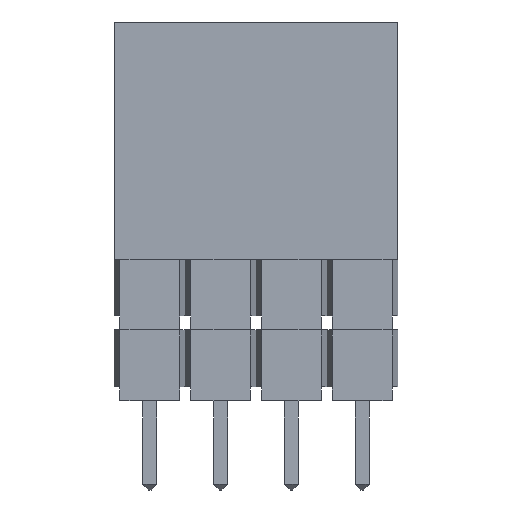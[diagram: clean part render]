
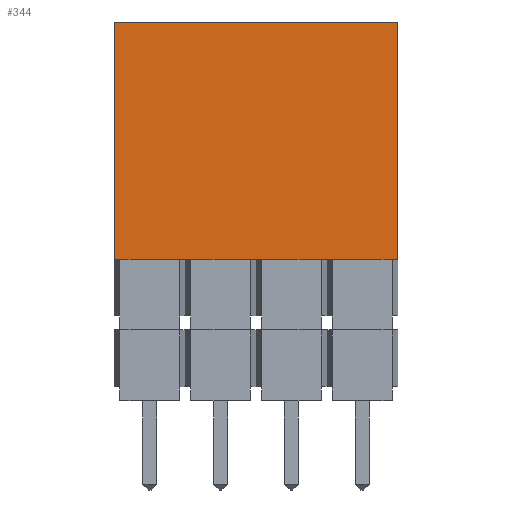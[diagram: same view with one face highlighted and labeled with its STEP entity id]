
A CAD part, front view. The second image highlights one B-rep face of the part: STEP entity #344.
In plain terms, the highlighted planar face has unit normal (0, -1, 0).
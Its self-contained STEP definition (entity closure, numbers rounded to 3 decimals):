
#22 = VERTEX_POINT('',#23);
#23 = CARTESIAN_POINT('',(-1.27,-1.27,13.58));
#31 = EDGE_CURVE('',#22,#32,#34,.T.);
#32 = VERTEX_POINT('',#33);
#33 = CARTESIAN_POINT('',(8.89,-1.27,13.58));
#34 = LINE('',#35,#36);
#35 = CARTESIAN_POINT('',(-1.27,-1.27,13.58));
#36 = VECTOR('',#37,1.);
#37 = DIRECTION('',(1.,0.,0.));
#198 = EDGE_CURVE('',#199,#22,#201,.T.);
#199 = VERTEX_POINT('',#200);
#200 = CARTESIAN_POINT('',(-1.27,-1.27,5.08));
#201 = LINE('',#202,#203);
#202 = CARTESIAN_POINT('',(-1.27,-1.27,5.08));
#203 = VECTOR('',#204,1.);
#204 = DIRECTION('',(0.,0.,1.));
#344 = ADVANCED_FACE('',(#345),#427,.F.);
#345 = FACE_BOUND('',#346,.F.);
#346 = EDGE_LOOP('',(#347,#355,#356,#357,#365,#373,#381,#389,#397,#405,
    #413,#421));
#347 = ORIENTED_EDGE('',*,*,#348,.F.);
#348 = EDGE_CURVE('',#199,#349,#351,.T.);
#349 = VERTEX_POINT('',#350);
#350 = CARTESIAN_POINT('',(-1.07,-1.27,5.08));
#351 = LINE('',#352,#353);
#352 = CARTESIAN_POINT('',(-1.27,-1.27,5.08));
#353 = VECTOR('',#354,1.);
#354 = DIRECTION('',(1.,0.,0.));
#355 = ORIENTED_EDGE('',*,*,#198,.T.);
#356 = ORIENTED_EDGE('',*,*,#31,.T.);
#357 = ORIENTED_EDGE('',*,*,#358,.F.);
#358 = EDGE_CURVE('',#359,#32,#361,.T.);
#359 = VERTEX_POINT('',#360);
#360 = CARTESIAN_POINT('',(8.89,-1.27,5.08));
#361 = LINE('',#362,#363);
#362 = CARTESIAN_POINT('',(8.89,-1.27,5.08));
#363 = VECTOR('',#364,1.);
#364 = DIRECTION('',(0.,0.,1.));
#365 = ORIENTED_EDGE('',*,*,#366,.F.);
#366 = EDGE_CURVE('',#367,#359,#369,.T.);
#367 = VERTEX_POINT('',#368);
#368 = CARTESIAN_POINT('',(8.69,-1.27,5.08));
#369 = LINE('',#370,#371);
#370 = CARTESIAN_POINT('',(-1.27,-1.27,5.08));
#371 = VECTOR('',#372,1.);
#372 = DIRECTION('',(1.,0.,0.));
#373 = ORIENTED_EDGE('',*,*,#374,.F.);
#374 = EDGE_CURVE('',#375,#367,#377,.T.);
#375 = VERTEX_POINT('',#376);
#376 = CARTESIAN_POINT('',(6.55,-1.27,5.08));
#377 = LINE('',#378,#379);
#378 = CARTESIAN_POINT('',(6.35,-1.27,5.08));
#379 = VECTOR('',#380,1.);
#380 = DIRECTION('',(1.,0.,0.));
#381 = ORIENTED_EDGE('',*,*,#382,.F.);
#382 = EDGE_CURVE('',#383,#375,#385,.T.);
#383 = VERTEX_POINT('',#384);
#384 = CARTESIAN_POINT('',(6.15,-1.27,5.08));
#385 = LINE('',#386,#387);
#386 = CARTESIAN_POINT('',(-1.27,-1.27,5.08));
#387 = VECTOR('',#388,1.);
#388 = DIRECTION('',(1.,0.,0.));
#389 = ORIENTED_EDGE('',*,*,#390,.F.);
#390 = EDGE_CURVE('',#391,#383,#393,.T.);
#391 = VERTEX_POINT('',#392);
#392 = CARTESIAN_POINT('',(4.01,-1.27,5.08));
#393 = LINE('',#394,#395);
#394 = CARTESIAN_POINT('',(3.81,-1.27,5.08));
#395 = VECTOR('',#396,1.);
#396 = DIRECTION('',(1.,0.,0.));
#397 = ORIENTED_EDGE('',*,*,#398,.F.);
#398 = EDGE_CURVE('',#399,#391,#401,.T.);
#399 = VERTEX_POINT('',#400);
#400 = CARTESIAN_POINT('',(3.61,-1.27,5.08));
#401 = LINE('',#402,#403);
#402 = CARTESIAN_POINT('',(-1.27,-1.27,5.08));
#403 = VECTOR('',#404,1.);
#404 = DIRECTION('',(1.,0.,0.));
#405 = ORIENTED_EDGE('',*,*,#406,.F.);
#406 = EDGE_CURVE('',#407,#399,#409,.T.);
#407 = VERTEX_POINT('',#408);
#408 = CARTESIAN_POINT('',(1.47,-1.27,5.08));
#409 = LINE('',#410,#411);
#410 = CARTESIAN_POINT('',(1.27,-1.27,5.08));
#411 = VECTOR('',#412,1.);
#412 = DIRECTION('',(1.,0.,0.));
#413 = ORIENTED_EDGE('',*,*,#414,.F.);
#414 = EDGE_CURVE('',#415,#407,#417,.T.);
#415 = VERTEX_POINT('',#416);
#416 = CARTESIAN_POINT('',(1.07,-1.27,5.08));
#417 = LINE('',#418,#419);
#418 = CARTESIAN_POINT('',(-1.27,-1.27,5.08));
#419 = VECTOR('',#420,1.);
#420 = DIRECTION('',(1.,0.,0.));
#421 = ORIENTED_EDGE('',*,*,#422,.F.);
#422 = EDGE_CURVE('',#349,#415,#423,.T.);
#423 = LINE('',#424,#425);
#424 = CARTESIAN_POINT('',(-1.27,-1.27,5.08));
#425 = VECTOR('',#426,1.);
#426 = DIRECTION('',(1.,0.,0.));
#427 = PLANE('',#428);
#428 = AXIS2_PLACEMENT_3D('',#429,#430,#431);
#429 = CARTESIAN_POINT('',(-1.27,-1.27,5.08));
#430 = DIRECTION('',(0.,1.,0.));
#431 = DIRECTION('',(0.,0.,1.));
